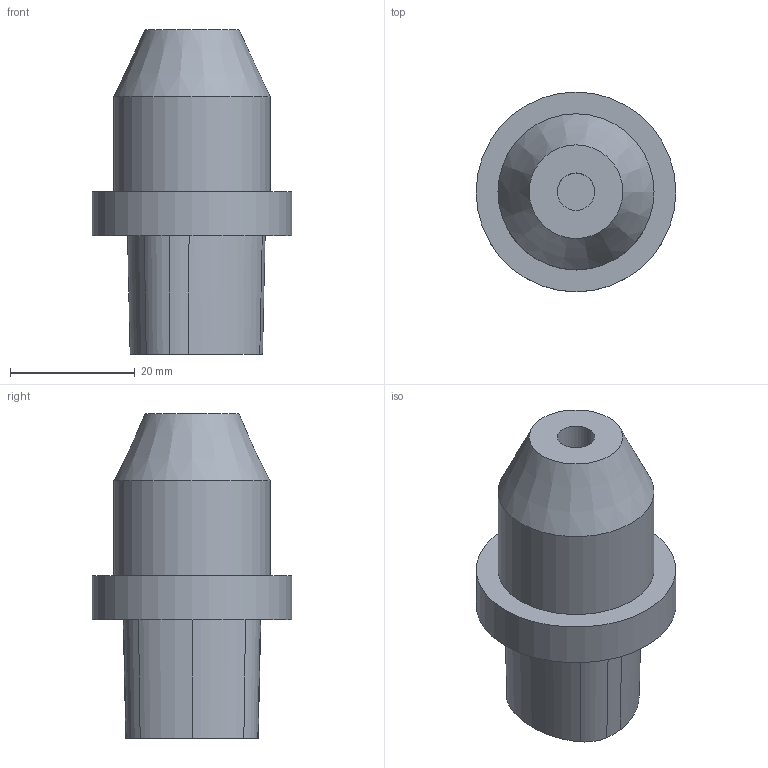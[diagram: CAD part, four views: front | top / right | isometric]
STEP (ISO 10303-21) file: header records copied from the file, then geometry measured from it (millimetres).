
FILE_DESCRIPTION(/* description */ (''),/* implementation_level */ '2;1');
FILE_NAME(/* name */ '10888476.stp',/* time_stamp */ '2020-12-16T11:40:20+01:00',/* author */ (''),/* organization */ (''),/* preprocessor_version */ 'ST-DEVELOPER v16.7',/* originating_system */ 'SIEMENS PLM Software NX 12.0',/* authorisation */ '');
FILE_SCHEMA (('AUTOMOTIVE_DESIGN { 1 0 10303 214 3 1 1 1 }'));
Length unit declared in the file: millimetre
Products named in the file (1): krei06C0CF97f5ef
Bounding box: 32 x 32 x 52 mm (x, y, z)
Volume: 22467.9 mm3; surface area: 5845 mm2
Topology: 1 solids, 1 shells, 18 faces, 40 edges, 27 vertices
Faces by surface type: bspline 9, plane 5, cylinder 3, cone 1
Full cylindrical faces by diameter (mm): 6 x1, 25 x1, 32 x1
Entity records: 800 total; most frequent: CARTESIAN_POINT 466, ORIENTED_EDGE 68, EDGE_CURVE 34, DIRECTION 34, B_SPLINE_CURVE_WITH_KNOTS 27, EDGE_LOOP 25, VERTEX_POINT 25, ADVANCED_FACE 18
